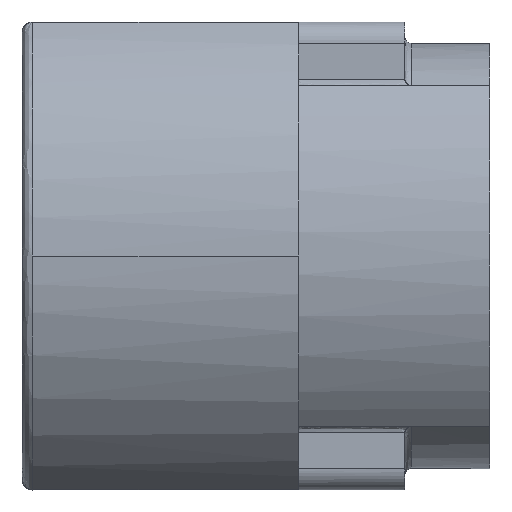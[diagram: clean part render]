
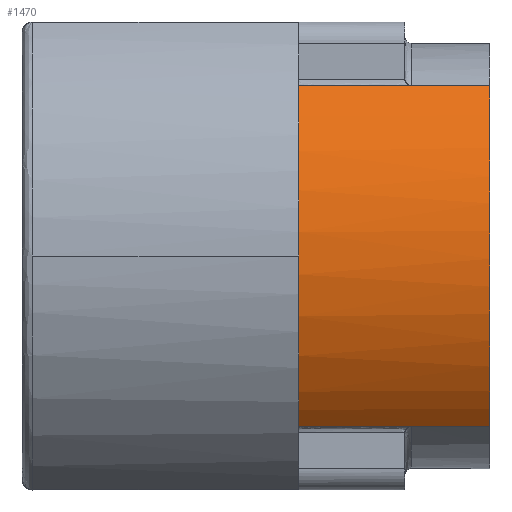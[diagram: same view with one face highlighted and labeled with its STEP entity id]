
A CAD part, left-side view. The second image highlights one B-rep face of the part: STEP entity #1470.
In plain terms, the highlighted free-form (B-spline) face has degree [1, 3] with [2, 4] control points.
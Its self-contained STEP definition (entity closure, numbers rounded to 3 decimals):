
#52 = EDGE_CURVE ( 'NONE', #3185, #5984, #6927, .T. ) ;
#566 = B_SPLINE_CURVE_WITH_KNOTS ( 'NONE', 1,
 ( #8350, #7556 ),
 .UNSPECIFIED., .F., .F.,
 ( 2, 2 ),
 ( 0., 1. ),
 .UNSPECIFIED. ) ;
#1261 = CARTESIAN_POINT ( 'NONE',  ( 1.54, -2., -3.455 ) ) ;
#1303 = CARTESIAN_POINT ( 'NONE',  ( 2.028, -2., 4. ) ) ;
#1306 = EDGE_CURVE ( 'NONE', #4624, #3831, #8654, .T. ) ;
#1355 = B_SPLINE_CURVE_WITH_KNOTS ( 'NONE', 1,
 ( #1458, #4965 ),
 .UNSPECIFIED., .F., .F.,
 ( 2, 2 ),
 ( 0., 1. ),
 .UNSPECIFIED. ) ;
#1458 = CARTESIAN_POINT ( 'NONE',  ( 2.028, 2.5, 4. ) ) ;
#1470 = ADVANCED_FACE ( 'NONE', ( #6422 ), #8062, .F. ) ;
#1535 = CARTESIAN_POINT ( 'NONE',  ( -0.113, 2.5, 1.606 ) ) ;
#2021 = CARTESIAN_POINT ( 'NONE',  ( 2.028, -2., -4. ) ) ;
#2052 = CARTESIAN_POINT ( 'NONE',  ( 0.5, -2., 0.732 ) ) ;
#2214 = CARTESIAN_POINT ( 'NONE',  ( 2.028, 2.5, -4. ) ) ;
#2534 = CARTESIAN_POINT ( 'NONE',  ( 2.028, -2., 4. ) ) ;
#2726 = CARTESIAN_POINT ( 'NONE',  ( 1.54, -2., 3.455 ) ) ;
#3185 = VERTEX_POINT ( 'NONE', #2534 ) ;
#3680 = CARTESIAN_POINT ( 'NONE',  ( 2.028, -2., -4. ) ) ;
#3831 = VERTEX_POINT ( 'NONE', #5770 ) ;
#4182 = ORIENTED_EDGE ( 'NONE', *, *, #1306, .T. ) ;
#4624 = VERTEX_POINT ( 'NONE', #8888 ) ;
#4965 = CARTESIAN_POINT ( 'NONE',  ( 2.028, -2., 4. ) ) ;
#4967 = CARTESIAN_POINT ( 'NONE',  ( 0.634, -2., 1.457 ) ) ;
#5106 = CARTESIAN_POINT ( 'NONE',  ( 2.028, 2.5, 4. ) ) ;
#5229 = CARTESIAN_POINT ( 'NONE',  ( 2.028, 2.5, -4. ) ) ;
#5521 = CARTESIAN_POINT ( 'NONE',  ( -0.113, 2.5, 1.606 ) ) ;
#5656 = ORIENTED_EDGE ( 'NONE', *, *, #6583, .F. ) ;
#5670 = ORIENTED_EDGE ( 'NONE', *, *, #52, .F. ) ;
#5770 = CARTESIAN_POINT ( 'NONE',  ( 2.028, 2.5, -4. ) ) ;
#5984 = VERTEX_POINT ( 'NONE', #6575 ) ;
#6089 = ORIENTED_EDGE ( 'NONE', *, *, #8298, .F. ) ;
#6279 = CARTESIAN_POINT ( 'NONE',  ( 0.5, -2., -0.732 ) ) ;
#6290 = CARTESIAN_POINT ( 'NONE',  ( 2.028, 2.5, 4. ) ) ;
#6422 = FACE_OUTER_BOUND ( 'NONE', #7521, .T. ) ;
#6526 = CARTESIAN_POINT ( 'NONE',  ( -0.113, 2.5, -1.606 ) ) ;
#6554 = CARTESIAN_POINT ( 'NONE',  ( -0.113, -2., -1.606 ) ) ;
#6575 = CARTESIAN_POINT ( 'NONE',  ( 2.028, -2., -4. ) ) ;
#6583 = EDGE_CURVE ( 'NONE', #5984, #3831, #566, .T. ) ;
#6927 = B_SPLINE_CURVE_WITH_KNOTS ( 'NONE', 3,
 ( #1303, #2726, #9228, #4967, #2052, #6279, #8405, #9105, #1261, #2021 ),
 .UNSPECIFIED., .F., .F.,
 ( 4, 2, 2, 2, 4 ),
 ( 0., 0.365, 0.73, 1.095, 1.459 ),
 .UNSPECIFIED. ) ;
#7234 = CARTESIAN_POINT ( 'NONE',  ( 2.028, -2., 4. ) ) ;
#7521 = EDGE_LOOP ( 'NONE', ( #5656, #5670, #6089, #4182 ) ) ;
#7556 = CARTESIAN_POINT ( 'NONE',  ( 2.028, 2.5, -4. ) ) ;
#7721 = CARTESIAN_POINT ( 'NONE',  ( -0.113, 2.5, -1.606 ) ) ;
#7965 = CARTESIAN_POINT ( 'NONE',  ( -0.113, -2., 1.606 ) ) ;
#8062 =( BOUNDED_SURFACE ( )  B_SPLINE_SURFACE ( 1, 3, ( 
 ( #5106, #1535, #6526, #5229 ),
 ( #7234, #7965, #6554, #3680 ) ),
 .UNSPECIFIED., .F., .F., .T. ) 
 B_SPLINE_SURFACE_WITH_KNOTS ( ( 2, 2 ),
 ( 4, 4 ),
 ( 0., 1. ),
 ( 0., 1. ),
 .UNSPECIFIED. ) 
 GEOMETRIC_REPRESENTATION_ITEM ( )  RATIONAL_B_SPLINE_SURFACE ( (
 ( 1., 0.83, 0.83, 1.),
 ( 1., 0.83, 0.83, 1.) ) ) 
 REPRESENTATION_ITEM ( '' )  SURFACE ( )  );
#8298 = EDGE_CURVE ( 'NONE', #4624, #3185, #1355, .T. ) ;
#8350 = CARTESIAN_POINT ( 'NONE',  ( 2.028, -2., -4. ) ) ;
#8405 = CARTESIAN_POINT ( 'NONE',  ( 0.634, -2., -1.457 ) ) ;
#8654 =( BOUNDED_CURVE ( )  B_SPLINE_CURVE ( 3, ( #6290, #5521, #7721, #2214 ),
 .UNSPECIFIED., .F., .T. ) 
 B_SPLINE_CURVE_WITH_KNOTS ( ( 4, 4 ),
 ( -1.459, 0. ),
 .UNSPECIFIED. ) 
 CURVE ( )  GEOMETRIC_REPRESENTATION_ITEM ( )  RATIONAL_B_SPLINE_CURVE ( ( 1., 0.83, 0.83, 1. ) ) 
 REPRESENTATION_ITEM ( '' )  );
#8888 = CARTESIAN_POINT ( 'NONE',  ( 2.028, 2.5, 4. ) ) ;
#9105 = CARTESIAN_POINT ( 'NONE',  ( 1.156, -2., -2.825 ) ) ;
#9228 = CARTESIAN_POINT ( 'NONE',  ( 1.156, -2., 2.825 ) ) ;
